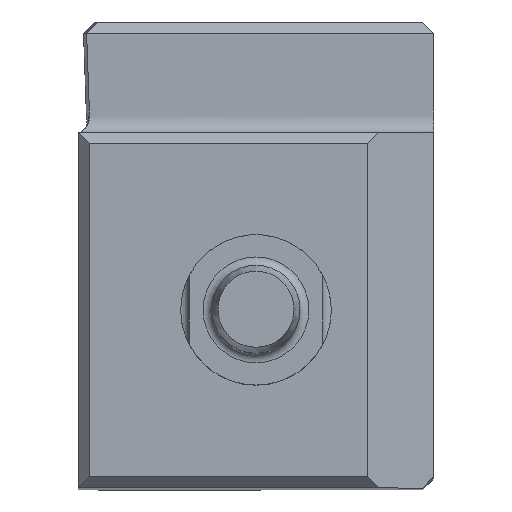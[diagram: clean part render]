
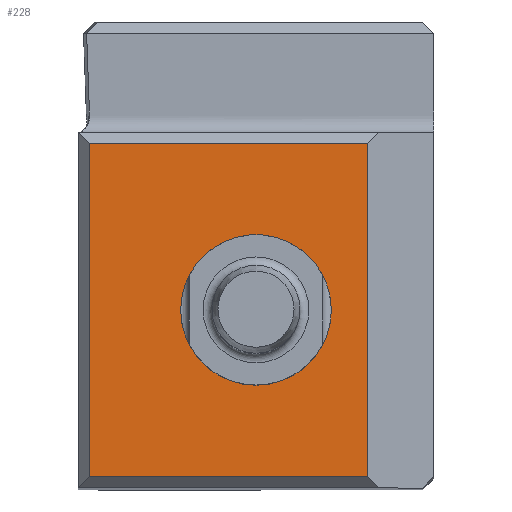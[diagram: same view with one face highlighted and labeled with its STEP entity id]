
A CAD part, top view. The second image highlights one B-rep face of the part: STEP entity #228.
In plain terms, the highlighted planar face has unit normal (0, 0, 1).
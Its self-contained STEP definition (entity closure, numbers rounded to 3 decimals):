
#134=CIRCLE('',#1554,3.375);
#228=ADVANCED_FACE('',(#379,#380),#308,.T.);
#308=PLANE('',#1555);
#379=FACE_BOUND('',#417,.T.);
#380=FACE_BOUND('',#418,.T.);
#417=EDGE_LOOP('',(#599));
#418=EDGE_LOOP('',(#600,#601,#602,#603));
#599=ORIENTED_EDGE('',*,*,#1097,.T.);
#600=ORIENTED_EDGE('',*,*,#1098,.T.);
#601=ORIENTED_EDGE('',*,*,#1099,.T.);
#602=ORIENTED_EDGE('',*,*,#1100,.T.);
#603=ORIENTED_EDGE('',*,*,#1101,.T.);
#961=VERTEX_POINT('',#2222);
#962=VERTEX_POINT('',#2224);
#963=VERTEX_POINT('',#2225);
#964=VERTEX_POINT('',#2227);
#965=VERTEX_POINT('',#2229);
#1097=EDGE_CURVE('',#961,#961,#134,.T.);
#1098=EDGE_CURVE('',#962,#963,#1262,.T.);
#1099=EDGE_CURVE('',#963,#964,#1263,.T.);
#1100=EDGE_CURVE('',#964,#965,#1264,.T.);
#1101=EDGE_CURVE('',#965,#962,#1265,.T.);
#1262=LINE('',#2223,#1383);
#1263=LINE('',#2226,#1384);
#1264=LINE('',#2228,#1385);
#1265=LINE('',#2230,#1386);
#1383=VECTOR('',#1762,1.);
#1384=VECTOR('',#1763,1.);
#1385=VECTOR('',#1764,1.);
#1386=VECTOR('',#1765,1.);
#1554=AXIS2_PLACEMENT_3D('',#2221,#1760,#1761);
#1555=AXIS2_PLACEMENT_3D('',#2231,#1766,#1767);
#1760=DIRECTION('',(0.,0.,-1.));
#1761=DIRECTION('',(0.,-1.,0.));
#1762=DIRECTION('',(0.,-1.,0.));
#1763=DIRECTION('',(1.,0.,0.));
#1764=DIRECTION('',(0.,1.,0.));
#1765=DIRECTION('',(-1.,0.,0.));
#1766=DIRECTION('',(0.,0.,1.));
#1767=DIRECTION('',(1.,0.,0.));
#2221=CARTESIAN_POINT('',(7.988,7.988,0.));
#2222=CARTESIAN_POINT('',(7.988,4.613,0.));
#2223=CARTESIAN_POINT('',(0.5,21.,0.));
#2224=CARTESIAN_POINT('',(0.5,15.475,0.));
#2225=CARTESIAN_POINT('',(0.5,0.5,0.));
#2226=CARTESIAN_POINT('',(15.975,0.5,0.));
#2227=CARTESIAN_POINT('',(13.001,0.5,0.));
#2228=CARTESIAN_POINT('',(13.001,21.,0.));
#2229=CARTESIAN_POINT('',(13.001,15.475,0.));
#2230=CARTESIAN_POINT('',(0.,15.475,0.));
#2231=CARTESIAN_POINT('',(15.975,21.,0.));
